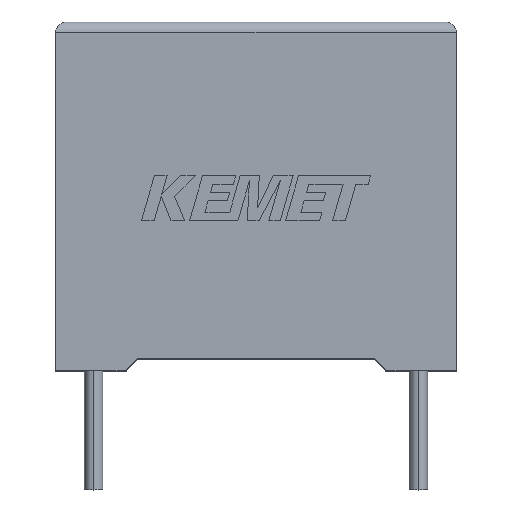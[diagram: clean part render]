
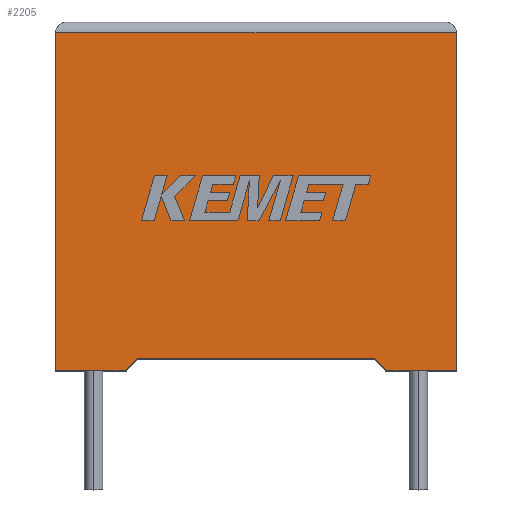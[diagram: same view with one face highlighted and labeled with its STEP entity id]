
A CAD part, top view. The second image highlights one B-rep face of the part: STEP entity #2205.
In plain terms, the highlighted planar face has unit normal (0, 0, 1).
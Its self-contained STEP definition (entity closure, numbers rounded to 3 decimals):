
#25 = EDGE_LOOP ( 'NONE', ( #372, #980, #1367, #1001, #595, #359, #2679, #2853 ) ) ;
#46 = CARTESIAN_POINT ( 'NONE',  ( 0., 0., 10.2 ) ) ;
#59 = CARTESIAN_POINT ( 'NONE',  ( 0., 0., 10.2 ) ) ;
#75 = CARTESIAN_POINT ( 'NONE',  ( 0., 0., 10.2 ) ) ;
#119 = CARTESIAN_POINT ( 'NONE',  ( 0., 15.6, 10.2 ) ) ;
#189 = VERTEX_POINT ( 'NONE', #204 ) ;
#204 = CARTESIAN_POINT ( 'NONE',  ( 18.5, 15.6, 10.2 ) ) ;
#289 = DIRECTION ( 'NONE',  ( -1., 0., 0. ) ) ;
#359 = ORIENTED_EDGE ( 'NONE', *, *, #2847, .F. ) ;
#372 = ORIENTED_EDGE ( 'NONE', *, *, #1601, .T. ) ;
#462 = VECTOR ( 'NONE', #2614, 1000. ) ;
#517 = CARTESIAN_POINT ( 'NONE',  ( 15.25, 0., 10.2 ) ) ;
#595 = ORIENTED_EDGE ( 'NONE', *, *, #1891, .F. ) ;
#600 = DIRECTION ( 'NONE',  ( 0., -1., 0. ) ) ;
#660 = CARTESIAN_POINT ( 'NONE',  ( 0., 15.6, 10.2 ) ) ;
#705 = VERTEX_POINT ( 'NONE', #1498 ) ;
#716 = DIRECTION ( 'NONE',  ( 0., 1., 0. ) ) ;
#717 = AXIS2_PLACEMENT_3D ( 'NONE', #75, #944, #2854 ) ;
#809 = DIRECTION ( 'NONE',  ( 1., 0., 0. ) ) ;
#865 = CARTESIAN_POINT ( 'NONE',  ( 3.25, 0., 10.2 ) ) ;
#944 = DIRECTION ( 'NONE',  ( 0., 0., -1. ) ) ;
#980 = ORIENTED_EDGE ( 'NONE', *, *, #2587, .T. ) ;
#1001 = ORIENTED_EDGE ( 'NONE', *, *, #2357, .T. ) ;
#1009 = LINE ( 'NONE', #119, #1265 ) ;
#1143 = LINE ( 'NONE', #2081, #2444 ) ;
#1200 = LINE ( 'NONE', #2891, #1309 ) ;
#1265 = VECTOR ( 'NONE', #1780, 1000. ) ;
#1309 = VECTOR ( 'NONE', #2603, 1000. ) ;
#1367 = ORIENTED_EDGE ( 'NONE', *, *, #2845, .T. ) ;
#1484 = VERTEX_POINT ( 'NONE', #2072 ) ;
#1498 = CARTESIAN_POINT ( 'NONE',  ( 3.764, 0.555, 10.2 ) ) ;
#1544 = LINE ( 'NONE', #2356, #2050 ) ;
#1587 = EDGE_CURVE ( 'NONE', #2207, #1618, #2157, .T. ) ;
#1601 = EDGE_CURVE ( 'NONE', #1618, #189, #1640, .T. ) ;
#1618 = VERTEX_POINT ( 'NONE', #2415 ) ;
#1628 = LINE ( 'NONE', #2755, #1945 ) ;
#1640 = LINE ( 'NONE', #1885, #2981 ) ;
#1780 = DIRECTION ( 'NONE',  ( -1., 0., 0. ) ) ;
#1848 = VECTOR ( 'NONE', #809, 1000. ) ;
#1885 = CARTESIAN_POINT ( 'NONE',  ( 18.5, 0., 10.2 ) ) ;
#1891 = EDGE_CURVE ( 'NONE', #705, #2804, #1200, .T. ) ;
#1908 = PLANE ( 'NONE',  #717 ) ;
#1923 = FACE_OUTER_BOUND ( 'NONE', #25, .T. ) ;
#1945 = VECTOR ( 'NONE', #3057, 1000. ) ;
#2050 = VECTOR ( 'NONE', #289, 1000. ) ;
#2072 = CARTESIAN_POINT ( 'NONE',  ( 14.736, 0.555, 10.2 ) ) ;
#2081 = CARTESIAN_POINT ( 'NONE',  ( 0., 0., 10.2 ) ) ;
#2119 = EDGE_CURVE ( 'NONE', #1484, #2207, #1628, .T. ) ;
#2157 = LINE ( 'NONE', #46, #462 ) ;
#2205 = ADVANCED_FACE ( 'NONE', ( #1923 ), #1908, .F. ) ;
#2207 = VERTEX_POINT ( 'NONE', #517 ) ;
#2218 = VERTEX_POINT ( 'NONE', #59 ) ;
#2246 = CARTESIAN_POINT ( 'NONE',  ( 0., 0., 10.2 ) ) ;
#2356 = CARTESIAN_POINT ( 'NONE',  ( 9.25, 0.555, 10.2 ) ) ;
#2357 = EDGE_CURVE ( 'NONE', #2218, #2804, #2926, .T. ) ;
#2415 = CARTESIAN_POINT ( 'NONE',  ( 18.5, 0., 10.2 ) ) ;
#2444 = VECTOR ( 'NONE', #600, 1000. ) ;
#2587 = EDGE_CURVE ( 'NONE', #189, #2756, #1009, .T. ) ;
#2603 = DIRECTION ( 'NONE',  ( -0.679, -0.734, 0. ) ) ;
#2614 = DIRECTION ( 'NONE',  ( 1., 0., 0. ) ) ;
#2679 = ORIENTED_EDGE ( 'NONE', *, *, #2119, .T. ) ;
#2755 = CARTESIAN_POINT ( 'NONE',  ( 15.25, 0., 10.2 ) ) ;
#2756 = VERTEX_POINT ( 'NONE', #660 ) ;
#2804 = VERTEX_POINT ( 'NONE', #865 ) ;
#2845 = EDGE_CURVE ( 'NONE', #2756, #2218, #1143, .T. ) ;
#2847 = EDGE_CURVE ( 'NONE', #1484, #705, #1544, .T. ) ;
#2853 = ORIENTED_EDGE ( 'NONE', *, *, #1587, .T. ) ;
#2854 = DIRECTION ( 'NONE',  ( -1., 0., 0. ) ) ;
#2891 = CARTESIAN_POINT ( 'NONE',  ( 3.25, 0., 10.2 ) ) ;
#2926 = LINE ( 'NONE', #2246, #1848 ) ;
#2981 = VECTOR ( 'NONE', #716, 1000. ) ;
#3057 = DIRECTION ( 'NONE',  ( 0.679, -0.734, 0. ) ) ;
